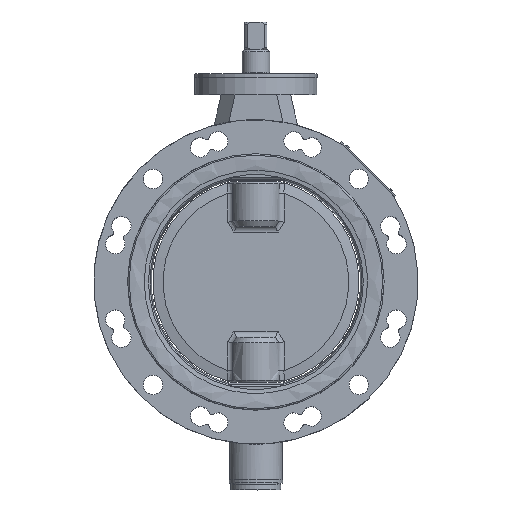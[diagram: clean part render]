
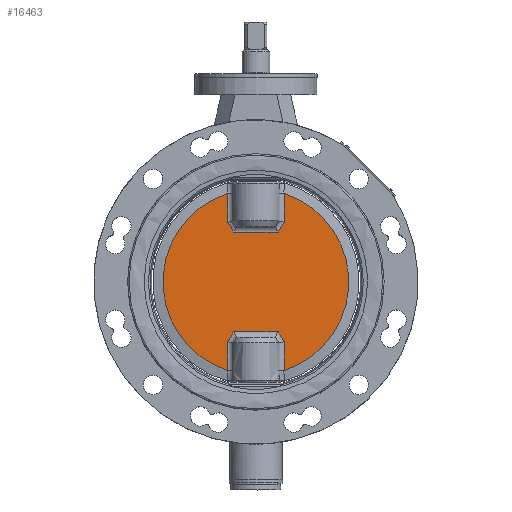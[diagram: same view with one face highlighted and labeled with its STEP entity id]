
A CAD part, top view. The second image highlights one B-rep face of the part: STEP entity #16463.
In plain terms, the highlighted planar face has unit normal (0, 0, 1).
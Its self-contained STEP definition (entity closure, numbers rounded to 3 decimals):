
#13105=CARTESIAN_POINT('',(20.329,63.842,3.));
#13106=VERTEX_POINT('',#13105);
#13117=CARTESIAN_POINT('',(20.329,-63.842,3.));
#13118=VERTEX_POINT('',#13117);
#13119=CARTESIAN_POINT('',(0.,0.,3.));
#13120=DIRECTION('',(0.0,0.0,-1.0));
#13121=DIRECTION('',(-1.0,0.0,0.0));
#13122=AXIS2_PLACEMENT_3D('',#13119,#13120,#13121);
#13123=CIRCLE('',#13122,67.0);
#13124=EDGE_CURVE('',#13106,#13118,#13123,.T.);
#13500=CARTESIAN_POINT('',(-20.329,-63.842,3.));
#13501=VERTEX_POINT('',#13500);
#13509=CARTESIAN_POINT('',(-20.329,63.842,3.));
#13510=VERTEX_POINT('',#13509);
#13511=CARTESIAN_POINT('',(0.,0.,3.));
#13512=DIRECTION('',(0.0,0.0,-1.0));
#13513=DIRECTION('',(-1.0,0.0,0.0));
#13514=AXIS2_PLACEMENT_3D('',#13511,#13512,#13513);
#13515=CIRCLE('',#13514,67.0);
#13516=EDGE_CURVE('',#13501,#13510,#13515,.T.);
#13797=CARTESIAN_POINT('',(-20.329,42.928,3.));
#13798=VERTEX_POINT('',#13797);
#13799=CARTESIAN_POINT('',(-20.329,63.842,3.));
#13800=DIRECTION('',(0.0,-1.0,0.0));
#13801=VECTOR('',#13800,20.913);
#13802=LINE('',#13799,#13801);
#13803=EDGE_CURVE('',#13510,#13798,#13802,.T.);
#13887=CARTESIAN_POINT('',(-16.039,36.0,3.));
#13888=VERTEX_POINT('',#13887);
#13889=CARTESIAN_POINT('',(-20.329,42.928,3.));
#13890=CARTESIAN_POINT('',(-19.926,42.269,3.));
#13891=CARTESIAN_POINT('',(-19.321,41.281,3.));
#13892=CARTESIAN_POINT('',(-17.903,38.98,3.));
#13893=CARTESIAN_POINT('',(-16.873,37.324,3.));
#13894=CARTESIAN_POINT('',(-16.039,36.,3.));
#13895=B_SPLINE_CURVE_WITH_KNOTS('',3,(#13889,#13890,#13891,#13892,#13893,#13894),.UNSPECIFIED.,.F.,.U.,(4,1,1,4),(2.774,3.005,3.121,3.585),.UNSPECIFIED.);
#13896=EDGE_CURVE('',#13798,#13888,#13895,.T.);
#13954=CARTESIAN_POINT('',(16.039,36.,3.));
#13955=VERTEX_POINT('',#13954);
#13956=CARTESIAN_POINT('',(-16.039,36.0,3.));
#13957=DIRECTION('',(1.0,0.0,0.0));
#13958=VECTOR('',#13957,32.078);
#13959=LINE('',#13956,#13958);
#13960=EDGE_CURVE('',#13888,#13955,#13959,.T.);
#14034=CARTESIAN_POINT('',(20.329,42.928,3.));
#14035=VERTEX_POINT('',#14034);
#14036=CARTESIAN_POINT('',(16.039,36.,3.));
#14037=CARTESIAN_POINT('',(16.666,36.995,3.));
#14038=CARTESIAN_POINT('',(18.114,39.316,3.));
#14039=CARTESIAN_POINT('',(19.524,41.611,3.));
#14040=CARTESIAN_POINT('',(20.329,42.928,3.));
#14041=B_SPLINE_CURVE_WITH_KNOTS('',3,(#14036,#14037,#14038,#14039,#14040),.UNSPECIFIED.,.F.,.U.,(4,1,4),(8.548,8.895,9.358),.UNSPECIFIED.);
#14042=EDGE_CURVE('',#13955,#14035,#14041,.T.);
#14157=CARTESIAN_POINT('',(20.329,42.928,3.));
#14158=DIRECTION('',(0.0,1.0,0.0));
#14159=VECTOR('',#14158,20.913);
#14160=LINE('',#14157,#14159);
#14161=EDGE_CURVE('',#14035,#13106,#14160,.T.);
#14305=CARTESIAN_POINT('',(20.329,-42.928,3.));
#14306=VERTEX_POINT('',#14305);
#14307=CARTESIAN_POINT('',(20.329,-63.842,3.));
#14308=DIRECTION('',(0.0,1.0,0.0));
#14309=VECTOR('',#14308,20.913);
#14310=LINE('',#14307,#14309);
#14311=EDGE_CURVE('',#13118,#14306,#14310,.T.);
#14448=CARTESIAN_POINT('',(16.039,-36.0,3.));
#14449=VERTEX_POINT('',#14448);
#14450=CARTESIAN_POINT('',(20.329,-42.928,3.));
#14451=CARTESIAN_POINT('',(19.523,-41.61,3.));
#14452=CARTESIAN_POINT('',(18.111,-39.311,3.));
#14453=CARTESIAN_POINT('',(16.664,-36.993,3.));
#14454=CARTESIAN_POINT('',(16.039,-36.,3.));
#14455=B_SPLINE_CURVE_WITH_KNOTS('',3,(#14450,#14451,#14452,#14453,#14454),.UNSPECIFIED.,.F.,.U.,(4,1,4),(2.774,3.237,3.585),.UNSPECIFIED.);
#14456=EDGE_CURVE('',#14306,#14449,#14455,.T.);
#14514=CARTESIAN_POINT('',(-16.039,-36.,3.));
#14515=VERTEX_POINT('',#14514);
#14516=CARTESIAN_POINT('',(16.039,-36.0,3.));
#14517=DIRECTION('',(-1.0,0.0,0.0));
#14518=VECTOR('',#14517,32.078);
#14519=LINE('',#14516,#14518);
#14520=EDGE_CURVE('',#14449,#14515,#14519,.T.);
#14594=CARTESIAN_POINT('',(-20.329,-42.928,3.));
#14595=VERTEX_POINT('',#14594);
#14596=CARTESIAN_POINT('',(-16.039,-36.,3.));
#14597=CARTESIAN_POINT('',(-16.666,-36.995,3.));
#14598=CARTESIAN_POINT('',(-18.114,-39.316,3.));
#14599=CARTESIAN_POINT('',(-19.524,-41.611,3.));
#14600=CARTESIAN_POINT('',(-20.329,-42.928,3.));
#14601=B_SPLINE_CURVE_WITH_KNOTS('',3,(#14596,#14597,#14598,#14599,#14600),.UNSPECIFIED.,.F.,.U.,(4,1,4),(8.547,8.895,9.358),.UNSPECIFIED.);
#14602=EDGE_CURVE('',#14515,#14595,#14601,.T.);
#14663=CARTESIAN_POINT('',(-20.329,-42.928,3.));
#14664=DIRECTION('',(0.0,-1.0,0.0));
#14665=VECTOR('',#14664,20.913);
#14666=LINE('',#14663,#14665);
#14667=EDGE_CURVE('',#14595,#13501,#14666,.T.);
#16444=CARTESIAN_POINT('',(-33.5,0.,3.));
#16445=DIRECTION('',(0.0,0.0,1.0));
#16446=DIRECTION('',(0.0,1.0,0.0));
#16447=AXIS2_PLACEMENT_3D('',#16444,#16445,#16446);
#16448=PLANE('',#16447);
#16449=ORIENTED_EDGE('',*,*,#13803,.F.);
#16450=ORIENTED_EDGE('',*,*,#13516,.F.);
#16451=ORIENTED_EDGE('',*,*,#14667,.F.);
#16452=ORIENTED_EDGE('',*,*,#14602,.F.);
#16453=ORIENTED_EDGE('',*,*,#14520,.F.);
#16454=ORIENTED_EDGE('',*,*,#14456,.F.);
#16455=ORIENTED_EDGE('',*,*,#14311,.F.);
#16456=ORIENTED_EDGE('',*,*,#13124,.F.);
#16457=ORIENTED_EDGE('',*,*,#14161,.F.);
#16458=ORIENTED_EDGE('',*,*,#14042,.F.);
#16459=ORIENTED_EDGE('',*,*,#13960,.F.);
#16460=ORIENTED_EDGE('',*,*,#13896,.F.);
#16461=EDGE_LOOP('',(#16449,#16450,#16451,#16452,#16453,#16454,#16455,#16456,#16457,#16458,#16459,#16460));
#16462=FACE_OUTER_BOUND('',#16461,.T.);
#16463=ADVANCED_FACE('',(#16462),#16448,.T.);
